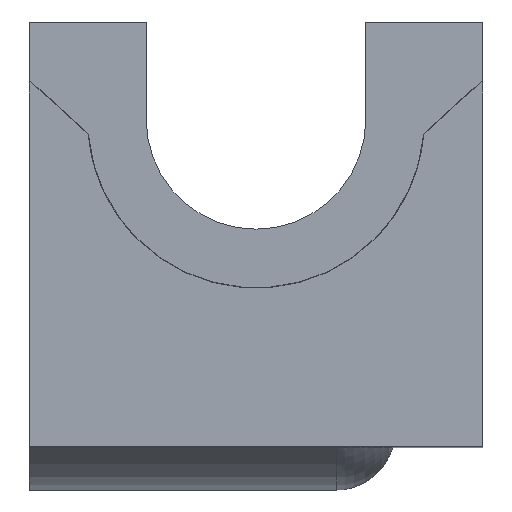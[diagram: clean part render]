
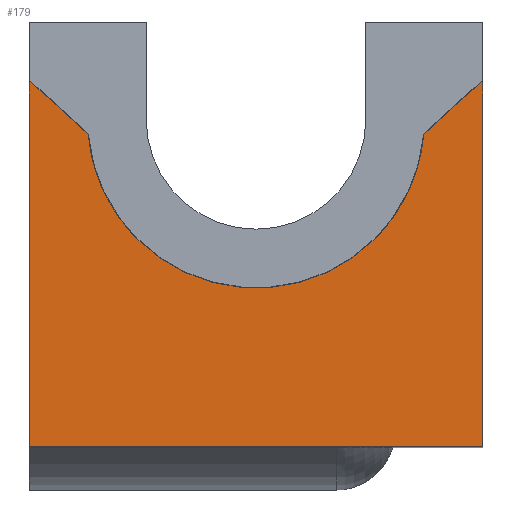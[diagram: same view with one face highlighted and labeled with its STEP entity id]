
A CAD part, top view. The second image highlights one B-rep face of the part: STEP entity #179.
In plain terms, the highlighted face is planar.
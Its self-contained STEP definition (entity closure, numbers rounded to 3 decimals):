
#12 = VECTOR ( 'NONE', #810, 1000. ) ;
#25 = CARTESIAN_POINT ( 'NONE',  ( 0., 32., 4. ) ) ;
#143 = VERTEX_POINT ( 'NONE', #1353 ) ;
#179 = ADVANCED_FACE ( 'NONE', ( #1044 ), #330, .F. ) ;
#210 = VERTEX_POINT ( 'NONE', #614 ) ;
#247 = EDGE_CURVE ( 'NONE', #1384, #1480, #676, .T. ) ;
#253 = ORIENTED_EDGE ( 'NONE', *, *, #445, .F. ) ;
#258 = EDGE_CURVE ( 'NONE', #970, #1808, #1532, .T. ) ;
#262 = LINE ( 'NONE', #856, #396 ) ;
#268 = CIRCLE ( 'NONE', #1419, 11.5 ) ;
#274 = CARTESIAN_POINT ( 'NONE',  ( -31., 32., 29. ) ) ;
#307 = DIRECTION ( 'NONE',  ( 0., 1., 0. ) ) ;
#330 = PLANE ( 'NONE',  #566 ) ;
#343 = CARTESIAN_POINT ( 'NONE',  ( -31., 32., 4. ) ) ;
#354 = CARTESIAN_POINT ( 'NONE',  ( -15.5, 32., 6.65 ) ) ;
#383 = ORIENTED_EDGE ( 'NONE', *, *, #247, .F. ) ;
#390 = VECTOR ( 'NONE', #522, 1000. ) ;
#396 = VECTOR ( 'NONE', #1420, 1000. ) ;
#445 = EDGE_CURVE ( 'NONE', #210, #1150, #268, .T. ) ;
#463 = LINE ( 'NONE', #881, #755 ) ;
#522 = DIRECTION ( 'NONE',  ( 1., 0., 0. ) ) ;
#524 = CARTESIAN_POINT ( 'NONE',  ( -4.044, 32., 7.652 ) ) ;
#566 = AXIS2_PLACEMENT_3D ( 'NONE', #1485, #1482, #1186 ) ;
#588 = DIRECTION ( 'NONE',  ( 0.737, 0., -0.676 ) ) ;
#596 = ORIENTED_EDGE ( 'NONE', *, *, #1382, .F. ) ;
#614 = CARTESIAN_POINT ( 'NONE',  ( -26.956, 32., 7.652 ) ) ;
#627 = LINE ( 'NONE', #1209, #819 ) ;
#676 = LINE ( 'NONE', #1253, #390 ) ;
#721 = LINE ( 'NONE', #868, #1004 ) ;
#755 = VECTOR ( 'NONE', #1443, 1000. ) ;
#790 = LINE ( 'NONE', #800, #12 ) ;
#800 = CARTESIAN_POINT ( 'NONE',  ( -26.956, 32., 7.652 ) ) ;
#810 = DIRECTION ( 'NONE',  ( 0.737, 0., 0.676 ) ) ;
#819 = VECTOR ( 'NONE', #1660, 1000. ) ;
#856 = CARTESIAN_POINT ( 'NONE',  ( 0., 32., 29. ) ) ;
#868 = CARTESIAN_POINT ( 'NONE',  ( -0.059, 32., 4. ) ) ;
#881 = CARTESIAN_POINT ( 'NONE',  ( -31., 32., 4. ) ) ;
#970 = VERTEX_POINT ( 'NONE', #1746 ) ;
#1004 = VECTOR ( 'NONE', #588, 1000. ) ;
#1044 = FACE_OUTER_BOUND ( 'NONE', #1122, .T. ) ;
#1089 = ORIENTED_EDGE ( 'NONE', *, *, #258, .F. ) ;
#1116 = EDGE_CURVE ( 'NONE', #1480, #210, #790, .T. ) ;
#1122 = EDGE_LOOP ( 'NONE', ( #383, #1747, #1089, #1638, #596, #1749, #253, #1225 ) ) ;
#1150 = VERTEX_POINT ( 'NONE', #524 ) ;
#1186 = DIRECTION ( 'NONE',  ( 1., 0., 0. ) ) ;
#1209 = CARTESIAN_POINT ( 'NONE',  ( 0., 32., 4. ) ) ;
#1225 = ORIENTED_EDGE ( 'NONE', *, *, #1116, .F. ) ;
#1253 = CARTESIAN_POINT ( 'NONE',  ( -30.941, 32., 4. ) ) ;
#1353 = CARTESIAN_POINT ( 'NONE',  ( -0.059, 32., 4. ) ) ;
#1365 = DIRECTION ( 'NONE',  ( -1., 0., 0. ) ) ;
#1382 = EDGE_CURVE ( 'NONE', #143, #1630, #627, .T. ) ;
#1384 = VERTEX_POINT ( 'NONE', #343 ) ;
#1419 = AXIS2_PLACEMENT_3D ( 'NONE', #354, #307, #1646 ) ;
#1420 = DIRECTION ( 'NONE',  ( 0., 0., 1. ) ) ;
#1424 = CARTESIAN_POINT ( 'NONE',  ( -30.941, 32., 4. ) ) ;
#1443 = DIRECTION ( 'NONE',  ( 0., 0., -1. ) ) ;
#1480 = VERTEX_POINT ( 'NONE', #1424 ) ;
#1482 = DIRECTION ( 'NONE',  ( 0., -1., 0. ) ) ;
#1485 = CARTESIAN_POINT ( 'NONE',  ( -15.5, 32., 6.65 ) ) ;
#1532 = LINE ( 'NONE', #1671, #1619 ) ;
#1605 = EDGE_CURVE ( 'NONE', #1150, #143, #721, .T. ) ;
#1619 = VECTOR ( 'NONE', #1365, 1000. ) ;
#1630 = VERTEX_POINT ( 'NONE', #25 ) ;
#1638 = ORIENTED_EDGE ( 'NONE', *, *, #1847, .F. ) ;
#1646 = DIRECTION ( 'NONE',  ( 1., 0., 0. ) ) ;
#1650 = EDGE_CURVE ( 'NONE', #1808, #1384, #463, .T. ) ;
#1660 = DIRECTION ( 'NONE',  ( 1., 0., 0. ) ) ;
#1671 = CARTESIAN_POINT ( 'NONE',  ( -31., 32., 29. ) ) ;
#1746 = CARTESIAN_POINT ( 'NONE',  ( 0., 32., 29. ) ) ;
#1747 = ORIENTED_EDGE ( 'NONE', *, *, #1650, .F. ) ;
#1749 = ORIENTED_EDGE ( 'NONE', *, *, #1605, .F. ) ;
#1808 = VERTEX_POINT ( 'NONE', #274 ) ;
#1847 = EDGE_CURVE ( 'NONE', #1630, #970, #262, .T. ) ;
